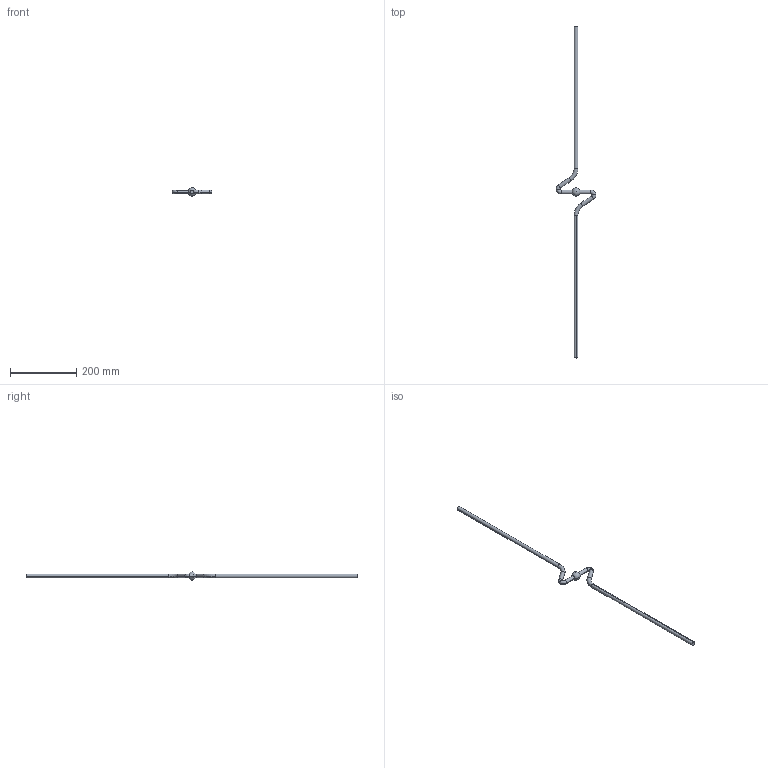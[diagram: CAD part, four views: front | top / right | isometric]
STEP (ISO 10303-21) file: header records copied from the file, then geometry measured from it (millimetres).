
FILE_DESCRIPTION (( 'STEP AP203' ), '1' );
FILE_NAME ('56305-240.step', '2015-09-17T15:40:16', ( '' ), ( '' ), 'SwSTEP 2.0', 'SolidWorks 2015', '' );
FILE_SCHEMA (( 'CONFIG_CONTROL_DESIGN' ));
Length unit declared in the file: millimetre
Products named in the file (1): 56305-240
Bounding box: 120 x 1000 x 25 mm (x, y, z)
Volume: 135484.2 mm3; surface area: 44456.3 mm2
Topology: 1 solids, 1 shells, 141 faces, 370 edges, 240 vertices
Faces by surface type: plane 67, bspline 48, torus 12, cylinder 12, sphere 2
Entity records: 6621 total; most frequent: CARTESIAN_POINT 3398, ORIENTED_EDGE 728, DIRECTION 502, EDGE_CURVE 364, VERTEX_POINT 236, LINE 222, VECTOR 222, EDGE_LOOP 152
